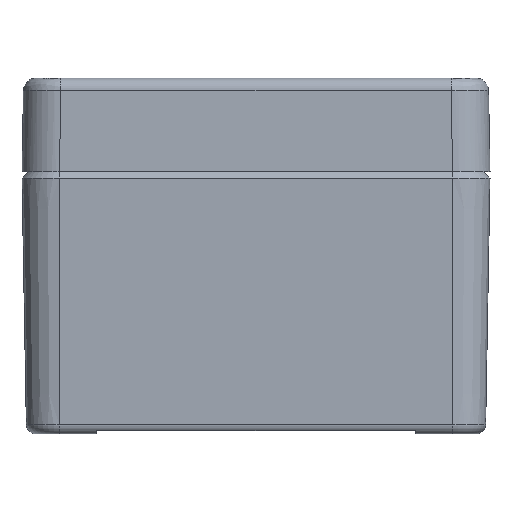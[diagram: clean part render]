
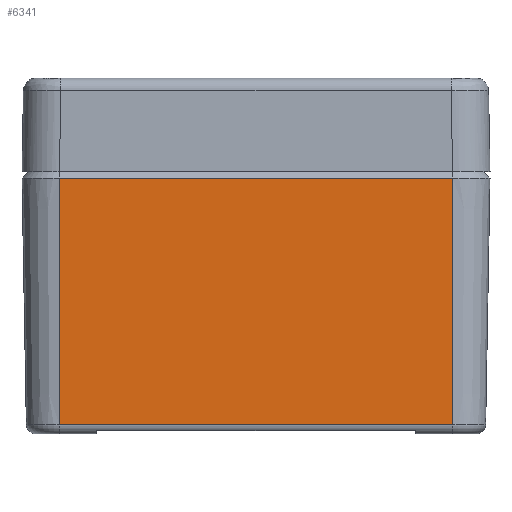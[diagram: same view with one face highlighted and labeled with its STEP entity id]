
A CAD part, front view. The second image highlights one B-rep face of the part: STEP entity #6341.
In plain terms, the highlighted planar face has unit normal (0, -1, -0.018).
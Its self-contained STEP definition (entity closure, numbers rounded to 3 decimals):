
#6321=AXIS2_PLACEMENT_3D('Plane Axis2P3D',#6318,#6319,#6320) ;
#5853=CARTESIAN_POINT('Vertex',(6.,0.,41.)) ;
#5877=CARTESIAN_POINT('Vertex',(69.,0.,41.)) ;
#5880=CARTESIAN_POINT('Line Origine',(37.5,0.,41.)) ;
#6299=CARTESIAN_POINT('Line Origine',(6.,0.358,20.5)) ;
#6303=CARTESIAN_POINT('Vertex',(6.,0.69,1.474)) ;
#6318=CARTESIAN_POINT('Axis2P3D Location',(37.5,0.,41.)) ;
#6323=CARTESIAN_POINT('Line Origine',(37.5,0.69,1.474)) ;
#6327=CARTESIAN_POINT('Vertex',(69.,0.69,1.474)) ;
#6330=CARTESIAN_POINT('Line Origine',(69.,0.358,20.5)) ;
#5881=DIRECTION('Vector Direction',(1.,0.,0.)) ;
#6300=DIRECTION('Vector Direction',(0.,-0.017,1.)) ;
#6319=DIRECTION('Axis2P3D Direction',(0.,1.,0.017)) ;
#6320=DIRECTION('Axis2P3D XDirection',(-1.,0.,0.)) ;
#6324=DIRECTION('Vector Direction',(-1.,0.,0.)) ;
#6331=DIRECTION('Vector Direction',(0.,-0.017,1.)) ;
#5882=VECTOR('Line Direction',#5881,1.) ;
#6301=VECTOR('Line Direction',#6300,1.) ;
#6325=VECTOR('Line Direction',#6324,1.) ;
#6332=VECTOR('Line Direction',#6331,1.) ;
#6336=ORIENTED_EDGE('',*,*,#6329,.F.) ;
#6337=ORIENTED_EDGE('',*,*,#6334,.F.) ;
#6338=ORIENTED_EDGE('',*,*,#5884,.F.) ;
#6339=ORIENTED_EDGE('',*,*,#6305,.T.) ;
#6341=ADVANCED_FACE('Body',(#6340),#6322,.F.) ;
#5884=EDGE_CURVE('',#5854,#5878,#5883,.T.) ;
#6305=EDGE_CURVE('',#5854,#6304,#6302,.F.) ;
#6329=EDGE_CURVE('',#6328,#6304,#6326,.T.) ;
#6334=EDGE_CURVE('',#5878,#6328,#6333,.F.) ;
#6335=EDGE_LOOP('',(#6336,#6337,#6338,#6339)) ;
#6340=FACE_OUTER_BOUND('',#6335,.T.) ;
#5883=LINE('Line',#5880,#5882) ;
#6302=LINE('Line',#6299,#6301) ;
#6326=LINE('Line',#6323,#6325) ;
#6333=LINE('Line',#6330,#6332) ;
#6322=PLANE('',#6321) ;
#5854=VERTEX_POINT('',#5853) ;
#5878=VERTEX_POINT('',#5877) ;
#6304=VERTEX_POINT('',#6303) ;
#6328=VERTEX_POINT('',#6327) ;
